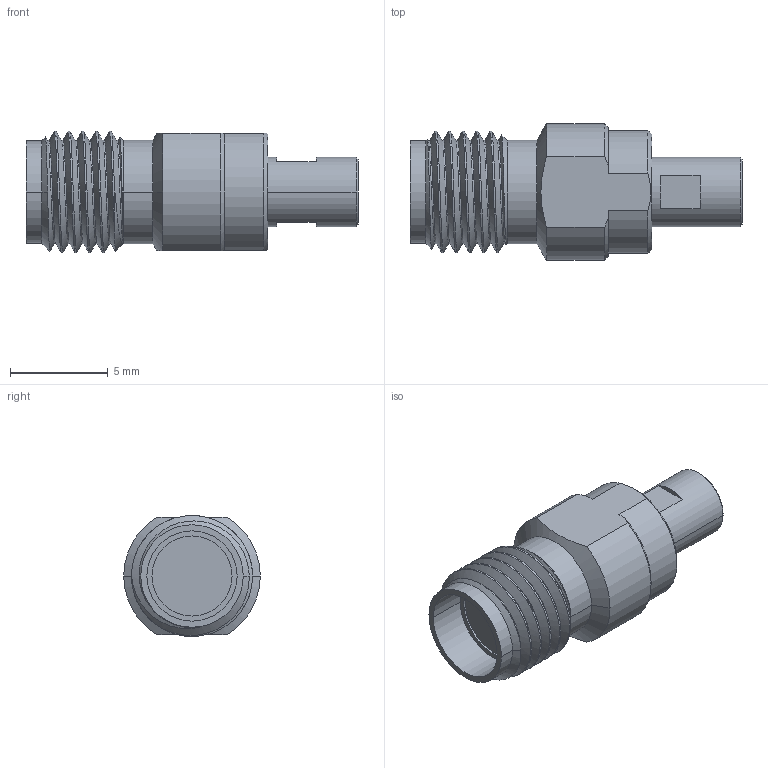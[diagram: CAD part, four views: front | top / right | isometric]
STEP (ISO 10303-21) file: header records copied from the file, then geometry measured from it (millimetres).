
FILE_DESCRIPTION (( 'STEP AP214' ), '1' );
FILE_NAME ('FMAD10179_3D.step', '2026-03-10T19:34:47', ( '' ), ( '' ), 'SwSTEP 2.0', 'SolidWorks 2025', '' );
FILE_SCHEMA (( 'AUTOMOTIVE_DESIGN' ));
Length unit declared in the file: millimetre
Products named in the file (1): FMAD10179_3D
Bounding box: 17 x 7 x 6.2 mm (x, y, z)
Volume: 395.9 mm3; surface area: 566.9 mm2
Topology: 3 solids, 3 shells, 84 faces, 199 edges, 128 vertices
Faces by surface type: cylinder 39, plane 22, cone 18, bspline 3, sphere 2
Entity records: 3464 total; most frequent: CARTESIAN_POINT 1559, ORIENTED_EDGE 390, DIRECTION 388, EDGE_CURVE 195, AXIS2_PLACEMENT_3D 159, VERTEX_POINT 126, EDGE_LOOP 93, ADVANCED_FACE 84
